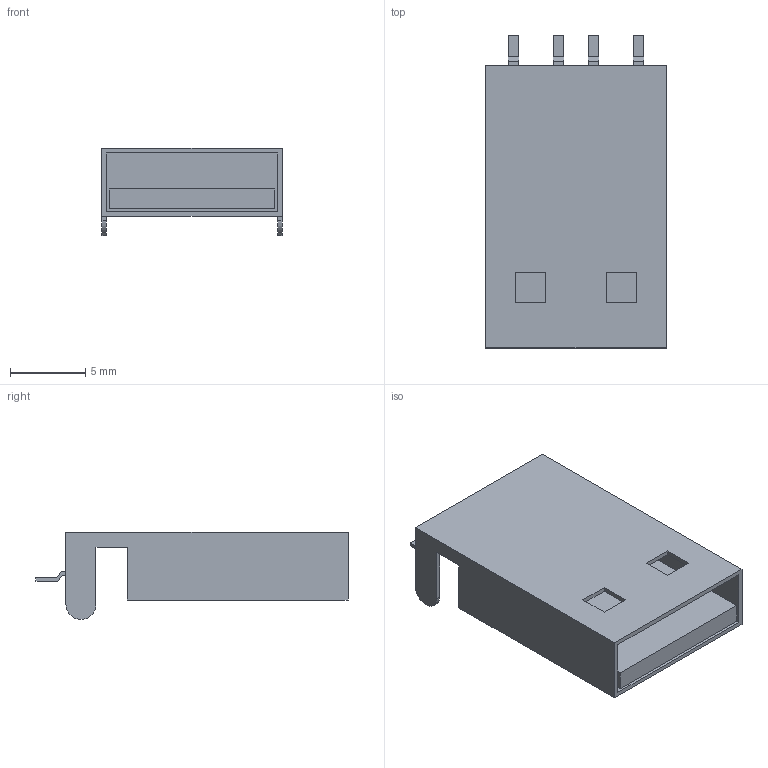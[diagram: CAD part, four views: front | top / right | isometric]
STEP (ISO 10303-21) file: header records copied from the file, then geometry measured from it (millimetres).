
FILE_DESCRIPTION(/* description */ (''),/* implementation_level */ '2;1');
FILE_NAME(/* name */ 'USB Type A.step',/* time_stamp */ '2025-07-19T11:54:12+05:30',/* author */ (''),/* organization */ (''),/* preprocessor_version */ 'ST-DEVELOPER v20.1',/* originating_system */ 'Autodesk Translation Framework v14.10.0.0',/* authorisation */ '');
FILE_SCHEMA (('AUTOMOTIVE_DESIGN { 1 0 10303 214 3 1 1 }'));
Length unit declared in the file: millimetre
Products named in the file (1): USB Type A
Bounding box: 12 x 20.8 x 5.8 mm (x, y, z)
Volume: 581.3 mm3; surface area: 2016.6 mm2
Topology: 7 solids, 7 shells, 89 faces, 222 edges, 148 vertices
Faces by surface type: plane 87, cylinder 2
Entity records: 2649 total; most frequent: CARTESIAN_POINT 460, ORIENTED_EDGE 444, DIRECTION 406, EDGE_CURVE 222, LINE 218, VECTOR 218, VERTEX_POINT 148, EDGE_LOOP 94
